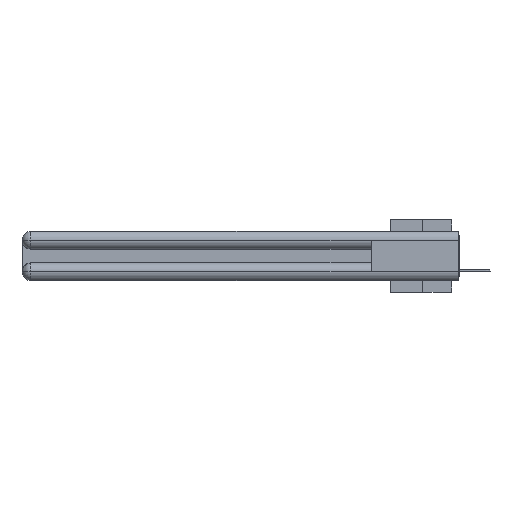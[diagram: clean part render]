
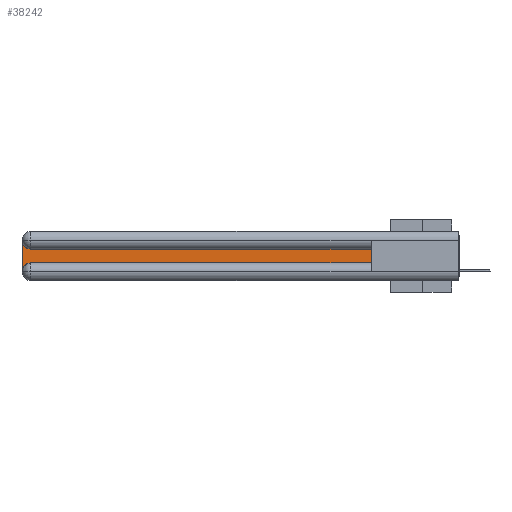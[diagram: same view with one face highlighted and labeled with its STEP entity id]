
A CAD part, left-side view. The second image highlights one B-rep face of the part: STEP entity #38242.
In plain terms, the highlighted planar face has unit normal (-1, 0, 0).
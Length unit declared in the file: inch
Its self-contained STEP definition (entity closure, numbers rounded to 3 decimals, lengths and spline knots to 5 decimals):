
#1508 = VECTOR ( 'NONE', #17828, 39.37008 ) ;
#1571 = CARTESIAN_POINT ( 'NONE',  ( 0.075, 0.6, -0.1225 ) ) ;
#1982 = ORIENTED_EDGE ( 'NONE', *, *, #20581, .T. ) ;
#2361 = VERTEX_POINT ( 'NONE', #31437 ) ;
#2406 = CARTESIAN_POINT ( 'NONE',  ( 0.075, 3., -0.2775 ) ) ;
#2960 = CARTESIAN_POINT ( 'NONE',  ( 0.075, 0.6, -0.1225 ) ) ;
#3207 = EDGE_CURVE ( 'NONE', #4495, #25113, #16138, .T. ) ;
#3260 = DIRECTION ( 'NONE',  ( 0., 0., -1. ) ) ;
#3621 = LINE ( 'NONE', #33545, #34557 ) ;
#3681 = CARTESIAN_POINT ( 'NONE',  ( 0.075, 2.94, -0.1225 ) ) ;
#3956 = EDGE_CURVE ( 'NONE', #16785, #7333, #9924, .T. ) ;
#4190 = DIRECTION ( 'NONE',  ( 1., 0., 0. ) ) ;
#4368 = CARTESIAN_POINT ( 'NONE',  ( 0.075, 0.6, -0.2175 ) ) ;
#4495 = VERTEX_POINT ( 'NONE', #27469 ) ;
#5452 = AXIS2_PLACEMENT_3D ( 'NONE', #33911, #4190, #13173 ) ;
#5899 = EDGE_CURVE ( 'NONE', #24109, #16785, #26060, .T. ) ;
#6199 = ORIENTED_EDGE ( 'NONE', *, *, #3207, .T. ) ;
#6316 = ORIENTED_EDGE ( 'NONE', *, *, #3956, .T. ) ;
#7266 = VECTOR ( 'NONE', #3260, 39.37008 ) ;
#7333 = VERTEX_POINT ( 'NONE', #2406 ) ;
#8110 = ORIENTED_EDGE ( 'NONE', *, *, #27791, .T. ) ;
#9924 = LINE ( 'NONE', #30064, #7266 ) ;
#11688 = CARTESIAN_POINT ( 'NONE',  ( 0.075, 3., -0.1225 ) ) ;
#12951 = AXIS2_PLACEMENT_3D ( 'NONE', #11688, #26743, #21077 ) ;
#13173 = DIRECTION ( 'NONE',  ( 0., 0., -1. ) ) ;
#13937 = ORIENTED_EDGE ( 'NONE', *, *, #5899, .T. ) ;
#14409 = FACE_OUTER_BOUND ( 'NONE', #17272, .T. ) ;
#15190 = VECTOR ( 'NONE', #37053, 39.37008 ) ;
#16138 = LINE ( 'NONE', #4368, #15190 ) ;
#16785 = VERTEX_POINT ( 'NONE', #22622 ) ;
#17272 = EDGE_LOOP ( 'NONE', ( #26437, #13937, #6316, #8110, #1982, #6199 ) ) ;
#17828 = DIRECTION ( 'NONE',  ( 0., 1., 0. ) ) ;
#19017 = CARTESIAN_POINT ( 'NONE',  ( 0.075, 2.94, -0.2775 ) ) ;
#20581 = EDGE_CURVE ( 'NONE', #2361, #4495, #3621, .T. ) ;
#20816 = DIRECTION ( 'NONE',  ( 0., -1., 0. ) ) ;
#21077 = DIRECTION ( 'NONE',  ( 0., 0., -1. ) ) ;
#22622 = CARTESIAN_POINT ( 'NONE',  ( 0.075, 3., -0.0625 ) ) ;
#23695 = LINE ( 'NONE', #2960, #1508 ) ;
#24109 = VERTEX_POINT ( 'NONE', #3681 ) ;
#24748 = AXIS2_PLACEMENT_3D ( 'NONE', #19017, #31332, #37028 ) ;
#25113 = VERTEX_POINT ( 'NONE', #1571 ) ;
#26060 = CIRCLE ( 'NONE', #5452, 0.06 ) ;
#26437 = ORIENTED_EDGE ( 'NONE', *, *, #34950, .T. ) ;
#26743 = DIRECTION ( 'NONE',  ( 1., 0., 0. ) ) ;
#27469 = CARTESIAN_POINT ( 'NONE',  ( 0.075, 0.6, -0.2175 ) ) ;
#27791 = EDGE_CURVE ( 'NONE', #7333, #2361, #32217, .T. ) ;
#30064 = CARTESIAN_POINT ( 'NONE',  ( 0.075, 3., -0.2175 ) ) ;
#31332 = DIRECTION ( 'NONE',  ( 1., 0., 0. ) ) ;
#31437 = CARTESIAN_POINT ( 'NONE',  ( 0.075, 2.94, -0.2175 ) ) ;
#32217 = CIRCLE ( 'NONE', #24748, 0.06 ) ;
#33545 = CARTESIAN_POINT ( 'NONE',  ( 0.075, 0.6, -0.2175 ) ) ;
#33911 = CARTESIAN_POINT ( 'NONE',  ( 0.075, 2.94, -0.0625 ) ) ;
#34557 = VECTOR ( 'NONE', #20816, 39.37008 ) ;
#34950 = EDGE_CURVE ( 'NONE', #25113, #24109, #23695, .T. ) ;
#37028 = DIRECTION ( 'NONE',  ( 0., 0., -1. ) ) ;
#37053 = DIRECTION ( 'NONE',  ( 0., 0., 1. ) ) ;
#38242 = ADVANCED_FACE ( 'NONE', ( #14409 ), #38287, .F. ) ;
#38287 = PLANE ( 'NONE',  #12951 ) ;
